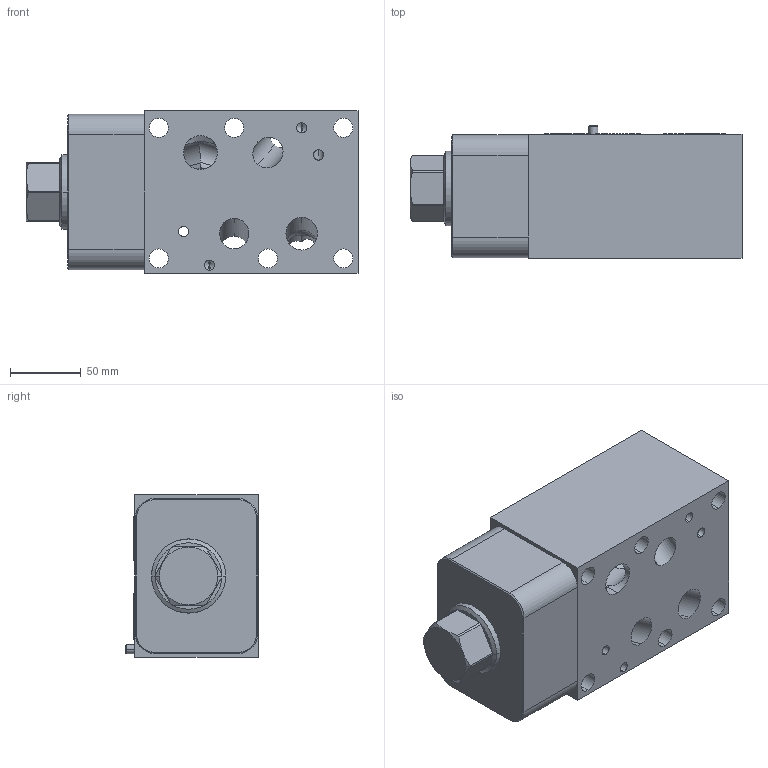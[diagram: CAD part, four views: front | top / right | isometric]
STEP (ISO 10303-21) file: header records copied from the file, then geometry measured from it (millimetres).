
FILE_DESCRIPTION((''),'2;1');
FILE_NAME('KB3_ASM','2019-10-14T',('ProEService'),(''),'PRO/ENGINEER BY PARAMETRIC TECHNOLOGY CORPORATION, 2014200','PRO/ENGINEER BY PARAMETRIC TECHNOLOGY CORPORATION, 2014200','');
FILE_SCHEMA(('CONFIG_CONTROL_DESIGN'));
Length unit declared in the file: inch
Products named in the file (6): 152-712; CXJAXCN; 811-001-002; 500-001-121; 500-001-114; KB3_ASM
Assembly tree (9 placements, depth 2):
  KB3_ASM
    152-712
    CXJAXCN
    811-001-002
    500-001-121  x4
    500-001-114  x2
Bounding box: 234.14 x 93.68 x 114.3 mm (x, y, z)
Volume: 1599376.6 mm3; surface area: 203596.5 mm2
Topology: 11 solids, 11 shells, 360 faces, 1115 edges, 946 vertices
Faces by surface type: cylinder 128, cone 74, plane 73, torus 34, revolution 32, sphere 19
Entity records: 14694 total; most frequent: CARTESIAN_POINT 5148, DIRECTION 2048, ORIENTED_EDGE 1662, EDGE_CURVE 831, AXIS2_PLACEMENT_3D 761, VERTEX_POINT 518, VECTOR 510, LINE 510
